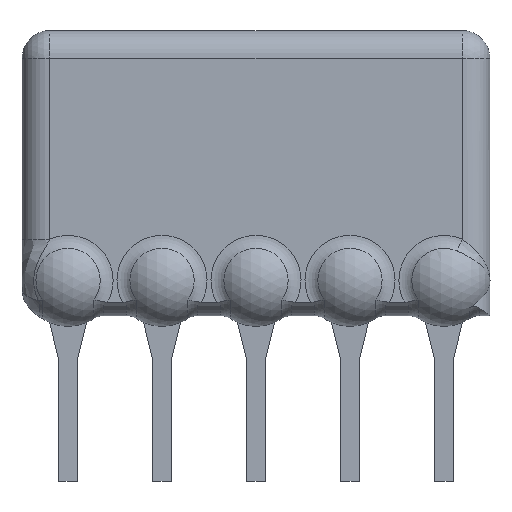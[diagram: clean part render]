
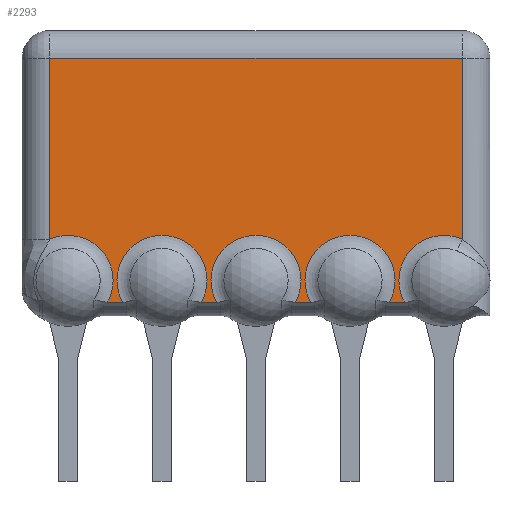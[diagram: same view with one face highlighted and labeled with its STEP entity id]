
A CAD part, left-side view. The second image highlights one B-rep face of the part: STEP entity #2293.
In plain terms, the highlighted planar face has unit normal (-1, 0, 0).
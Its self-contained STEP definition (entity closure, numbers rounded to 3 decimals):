
#159=CARTESIAN_POINT('',(-0.75,0.75,
1.112));
#373=CARTESIAN_POINT('',(-0.75,11.405,0.));
#374=DIRECTION('',(1.,0.,0.));
#375=DIRECTION('',(0.,0.407,0.914));
#376=AXIS2_PLACEMENT_3D('',#373,#374,#375);
#612=DIRECTION('',(0.,0.,-1.));
#613=VECTOR('',#612,4.893);
#614=CARTESIAN_POINT('',(-0.75,11.9,6.005));
#615=LINE('',#614,#613);
#616=DIRECTION('',(0.,0.,-1.));
#617=VECTOR('',#616,4.893);
#618=CARTESIAN_POINT('',(-0.75,0.75,6.005));
#619=LINE('',#618,#617);
#620=CARTESIAN_POINT('',(-0.75,1.245,0.));
#621=DIRECTION('',(1.,0.,0.));
#622=DIRECTION('',(0.,0.875,-0.484));
#623=AXIS2_PLACEMENT_3D('',#620,#621,#622);
#625=DIRECTION('',(0.,1.,0.));
#626=VECTOR('',#625,0.409);
#627=CARTESIAN_POINT('',(-0.75,2.311,-0.589));
#628=LINE('',#627,#626);
#629=DIRECTION('',(0.,1.,0.));
#630=VECTOR('',#629,0.409);
#631=CARTESIAN_POINT('',(-0.75,4.851,-0.589));
#632=LINE('',#631,#630);
#633=DIRECTION('',(0.,1.,0.));
#634=VECTOR('',#633,0.409);
#635=CARTESIAN_POINT('',(-0.75,7.391,-0.589));
#636=LINE('',#635,#634);
#637=DIRECTION('',(0.,1.,0.));
#638=VECTOR('',#637,0.409);
#639=CARTESIAN_POINT('',(-0.75,9.931,-0.589));
#640=LINE('',#639,#638);
#651=DIRECTION('',(0.,1.,0.));
#652=VECTOR('',#651,11.15);
#653=CARTESIAN_POINT('',(-0.75,0.75,6.005));
#654=LINE('',#653,#652);
#684=CARTESIAN_POINT('',(-0.75,3.785,0.));
#685=DIRECTION('',(1.,0.,0.));
#686=DIRECTION('',(0.,0.875,-0.484));
#687=AXIS2_PLACEMENT_3D('',#684,#685,#686);
#744=CARTESIAN_POINT('',(-0.75,6.325,0.));
#745=DIRECTION('',(1.,0.,0.));
#746=DIRECTION('',(0.,0.875,-0.484));
#747=AXIS2_PLACEMENT_3D('',#744,#745,#746);
#910=CARTESIAN_POINT('',(-0.75,8.865,0.));
#911=DIRECTION('',(1.,0.,0.));
#912=DIRECTION('',(0.,0.875,-0.484));
#913=AXIS2_PLACEMENT_3D('',#910,#911,#912);
#1196=CARTESIAN_POINT('',(-0.75,0.75,6.005));
#1198=VERTEX_POINT('',#1196);
#1201=VERTEX_POINT('',#159);
#1204=CARTESIAN_POINT('',(-0.75,2.311,-0.589));
#1205=VERTEX_POINT('',#1204);
#1223=CARTESIAN_POINT('',(-0.75,4.851,-0.589));
#1224=CARTESIAN_POINT('',(-0.75,5.259,-0.589));
#1225=VERTEX_POINT('',#1223);
#1226=VERTEX_POINT('',#1224);
#1231=CARTESIAN_POINT('',(-0.75,2.719,-0.589));
#1232=VERTEX_POINT('',#1231);
#1243=CARTESIAN_POINT('',(-0.75,7.391,-0.589));
#1244=CARTESIAN_POINT('',(-0.75,7.799,-0.589));
#1245=VERTEX_POINT('',#1243);
#1246=VERTEX_POINT('',#1244);
#1247=CARTESIAN_POINT('',(-0.75,9.931,-0.589));
#1248=CARTESIAN_POINT('',(-0.75,10.339,-0.589));
#1249=VERTEX_POINT('',#1247);
#1250=VERTEX_POINT('',#1248);
#1403=CARTESIAN_POINT('',(-0.75,11.9,6.005));
#1404=CARTESIAN_POINT('',(-0.75,11.9,1.112));
#1405=VERTEX_POINT('',#1403);
#1406=VERTEX_POINT('',#1404);
#2269=CARTESIAN_POINT('',(-0.75,0.,-0.589));
#2270=DIRECTION('',(-1.,0.,0.));
#2271=DIRECTION('',(0.,0.,1.));
#2272=AXIS2_PLACEMENT_3D('',#2269,#2270,#2271);
#2273=PLANE('',#2272);
#2274=ORIENTED_EDGE('',*,*,#1836,.F.);
#2276=ORIENTED_EDGE('',*,*,#2275,.F.);
#2277=ORIENTED_EDGE('',*,*,#1602,.T.);
#2279=ORIENTED_EDGE('',*,*,#2278,.F.);
#2280=ORIENTED_EDGE('',*,*,#1517,.T.);
#2282=ORIENTED_EDGE('',*,*,#2281,.F.);
#2283=ORIENTED_EDGE('',*,*,#1501,.T.);
#2285=ORIENTED_EDGE('',*,*,#2284,.F.);
#2286=ORIENTED_EDGE('',*,*,#1569,.T.);
#2288=ORIENTED_EDGE('',*,*,#2287,.F.);
#2289=ORIENTED_EDGE('',*,*,#1537,.T.);
#2290=ORIENTED_EDGE('',*,*,#1936,.F.);
#2291=EDGE_LOOP('',(#2274,#2276,#2277,#2279,#2280,#2282,#2283,#2285,#2286,#2288,
#2289,#2290));
#2292=FACE_OUTER_BOUND('',#2291,.F.);
#377=CIRCLE('',#376,1.218);
#624=CIRCLE('',#623,1.218);
#688=CIRCLE('',#687,1.218);
#748=CIRCLE('',#747,1.218);
#914=CIRCLE('',#913,1.218);
#1501=EDGE_CURVE('',#1225,#1226,#632,.T.);
#1517=EDGE_CURVE('',#1205,#1232,#628,.T.);
#1537=EDGE_CURVE('',#1249,#1250,#640,.T.);
#1569=EDGE_CURVE('',#1245,#1246,#636,.T.);
#1602=EDGE_CURVE('',#1198,#1201,#619,.T.);
#1836=EDGE_CURVE('',#1405,#1406,#615,.T.);
#1936=EDGE_CURVE('',#1406,#1250,#377,.T.);
#2275=EDGE_CURVE('',#1198,#1405,#654,.T.);
#2278=EDGE_CURVE('',#1205,#1201,#624,.T.);
#2281=EDGE_CURVE('',#1225,#1232,#688,.T.);
#2284=EDGE_CURVE('',#1245,#1226,#748,.T.);
#2287=EDGE_CURVE('',#1249,#1246,#914,.T.);
#2293=ADVANCED_FACE('',(#2292),#2273,.T.);
